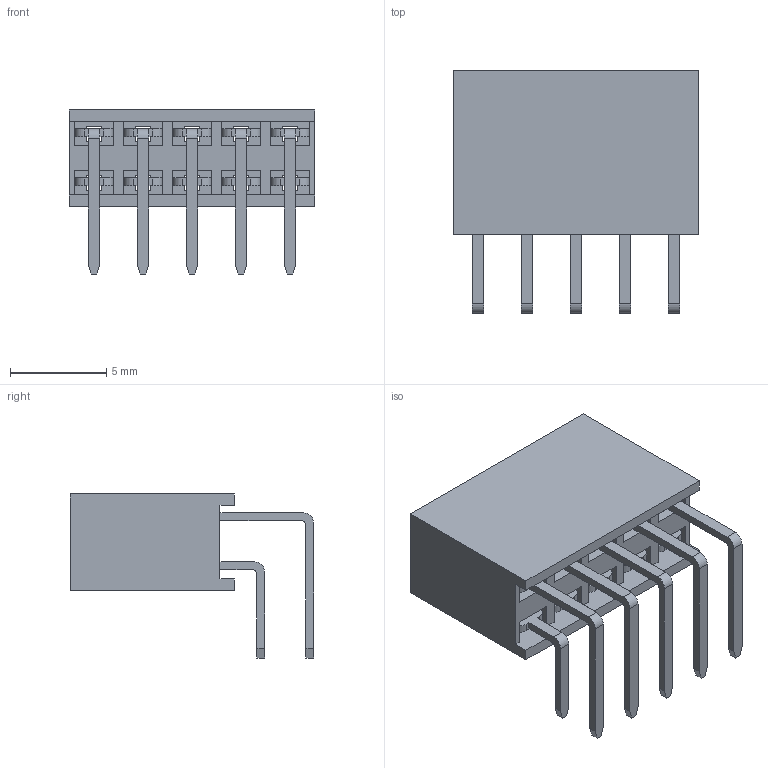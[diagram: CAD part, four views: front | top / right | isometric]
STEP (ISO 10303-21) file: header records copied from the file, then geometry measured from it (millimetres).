
FILE_DESCRIPTION (( 'STEP AP214' ), '1' );
FILE_NAME ('User Library-PBD-10R.STEP', '2023-03-23T04:01:16', ( '' ), ( '' ), 'SwSTEP 2.0', 'SolidWorks 2022', '' );
FILE_SCHEMA (( 'AUTOMOTIVE_DESIGN' ));
Length unit declared in the file: millimetre
Products named in the file (4): ContactPL-R2; User Library-PBD-10R; ContactPL-R1; CasePBD-10
Assembly tree (11 placements, depth 2):
  User Library-PBD-10R
    ContactPL-R1  x5
    CasePBD-10
    ContactPL-R2  x5
Bounding box: 12.7 x 12.6 x 8.5 mm (x, y, z)
Volume: 372.9 mm3; surface area: 1294.8 mm2
Topology: 11 solids, 11 shells, 350 faces, 944 edges, 616 vertices
Faces by surface type: plane 280, cylinder 70
Entity records: 7448 total; most frequent: CARTESIAN_POINT 948, ORIENTED_EDGE 928, DIRECTION 868, EDGE_CURVE 464, LINE 436, VECTOR 436, VERTEX_POINT 296, AXIS2_PLACEMENT_3D 216
